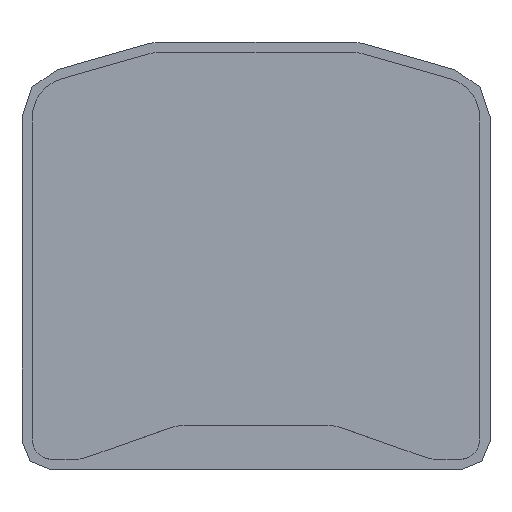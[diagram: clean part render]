
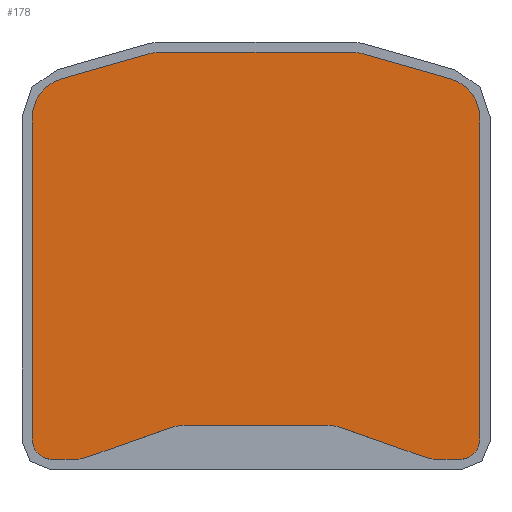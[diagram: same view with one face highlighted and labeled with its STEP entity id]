
A CAD part, top view. The second image highlights one B-rep face of the part: STEP entity #178.
In plain terms, the highlighted planar face has unit normal (0, 0, 1).
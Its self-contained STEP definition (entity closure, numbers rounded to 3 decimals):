
#1=CARTESIAN_POINT('POINT1',(-762.,-762.,0.));
#2=VERTEX_POINT('VERTEX1',#1);
#3=CARTESIAN_POINT('POINT2',(-680.426,-762.,0.)
   );
#4=VERTEX_POINT('VERTEX2',#3);
#5=CARTESIAN_POINT('POS1',(-741.607,-762.,0.));
#6=DIRECTION('DIR1',(-1.,0.,0.));
#7=VECTOR('VEC1',#6,1.);
#8=LINE('STRAIGHT1',#5,#7);
#9=EDGE_CURVE('EDGE1',#2,#4,#8,.F.);
#10=ORIENTED_EDGE('COEDGE1',*,*,#9,.T.);
#11=CARTESIAN_POINT('POINT3',(-629.571,
   -753.265,0.));
#12=VERTEX_POINT('VERTEX3',#11);
#13=CARTESIAN_POINT('POS2',(-680.426,-609.6,0.)
   );
#14=DIRECTION('DIR2',(0.,0.,-1.));
#15=DIRECTION('DIR3',(-1.,0.,0.));
#16=AXIS2_PLACEMENT_3D('AXIS1',#13,#14,#15);
#17=CIRCLE('ELLIPSE1',#16,152.4);
#18=EDGE_CURVE('EDGE2',#4,#12,#17,.F.);
#19=ORIENTED_EDGE('COEDGE2',*,*,#18,.T.);
#20=CARTESIAN_POINT('POINT4',(-320.151,
   -643.735,0.));
#21=VERTEX_POINT('VERTEX4',#20);
#22=CARTESIAN_POINT('POS3',(-600.447,
   -742.955,0.));
#23=DIRECTION('DIR4',(0.943,0.334,
   0.));
#24=VECTOR('VEC2',#23,1.);
#25=LINE('STRAIGHT2',#22,#24);
#26=EDGE_CURVE('EDGE3',#12,#21,#25,.T.);
#27=ORIENTED_EDGE('COEDGE3',*,*,#26,.T.);
#28=CARTESIAN_POINT('POINT5',(-269.296,-635.,0.
   ));
#29=VERTEX_POINT('VERTEX5',#28);
#30=CARTESIAN_POINT('POS4',(-269.296,-787.4,0.)
   );
#31=DIRECTION('DIR5',(0.,0.,-1.));
#32=DIRECTION('DIR6',(-1.,0.,0.));
#33=AXIS2_PLACEMENT_3D('AXIS2',#30,#31,#32);
#34=CIRCLE('ELLIPSE2',#33,152.4);
#35=EDGE_CURVE('EDGE4',#29,#21,#34,.F.);
#36=ORIENTED_EDGE('COEDGE4',*,*,#35,.F.);
#37=CARTESIAN_POINT('POINT6',(269.296,-635.,0.)
   );
#38=VERTEX_POINT('VERTEX6',#37);
#39=CARTESIAN_POINT('POS5',(-313.676,-635.,0.))
   ;
#40=DIRECTION('DIR7',(-1.,0.,0.));
#41=VECTOR('VEC3',#40,1.);
#42=LINE('STRAIGHT3',#39,#41);
#43=EDGE_CURVE('EDGE5',#29,#38,#42,.F.);
#44=ORIENTED_EDGE('COEDGE5',*,*,#43,.T.);
#45=CARTESIAN_POINT('POINT7',(320.151,
   -643.735,0.));
#46=VERTEX_POINT('VERTEX7',#45);
#47=CARTESIAN_POINT('POS6',(269.296,-787.4,0.))
   ;
#48=DIRECTION('DIR8',(0.,0.,-1.));
#49=DIRECTION('DIR9',(-1.,0.,0.));
#50=AXIS2_PLACEMENT_3D('AXIS3',#47,#48,#49);
#51=CIRCLE('ELLIPSE3',#50,152.4);
#52=EDGE_CURVE('EDGE6',#38,#46,#51,.T.);
#53=ORIENTED_EDGE('COEDGE6',*,*,#52,.T.);
#54=CARTESIAN_POINT('POINT8',(629.571,
   -753.265,0.));
#55=VERTEX_POINT('VERTEX8',#54);
#56=CARTESIAN_POINT('POS7',(-76.704,
   -503.256,0.));
#57=DIRECTION('DIR10',(-0.943,0.334,
   0.));
#58=VECTOR('VEC4',#57,1.);
#59=LINE('STRAIGHT4',#56,#58);
#60=EDGE_CURVE('EDGE7',#55,#46,#59,.T.);
#61=ORIENTED_EDGE('COEDGE7',*,*,#60,.F.);
#62=CARTESIAN_POINT('POINT9',(680.426,-762.,0.)
   );
#63=VERTEX_POINT('VERTEX9',#62);
#64=CARTESIAN_POINT('POS8',(680.426,-609.6,0.))
   ;
#65=DIRECTION('DIR11',(0.,0.,-1.));
#66=DIRECTION('DIR12',(-1.,0.,0.));
#67=AXIS2_PLACEMENT_3D('AXIS4',#64,#65,#66);
#68=CIRCLE('ELLIPSE4',#67,152.4);
#69=EDGE_CURVE('EDGE8',#63,#55,#68,.T.);
#70=ORIENTED_EDGE('COEDGE8',*,*,#69,.F.);
#71=CARTESIAN_POINT('POINT10',(762.,-762.,0.));
#72=VERTEX_POINT('VERTEX10',#71);
#73=CARTESIAN_POINT('POS9',(-20.393,-762.,0.))
   ;
#74=DIRECTION('DIR13',(-1.,0.,0.));
#75=VECTOR('VEC5',#74,1.);
#76=LINE('STRAIGHT5',#73,#75);
#77=EDGE_CURVE('EDGE9',#72,#63,#76,.T.);
#78=ORIENTED_EDGE('COEDGE9',*,*,#77,.F.);
#79=CARTESIAN_POINT('POINT11',(838.2,-685.8,0.));
#80=VERTEX_POINT('VERTEX11',#79);
#81=CARTESIAN_POINT('POS10',(762.,-685.8,0.));
#82=DIRECTION('DIR14',(0.,0.,-1.));
#83=DIRECTION('DIR15',(-1.,0.,0.));
#84=AXIS2_PLACEMENT_3D('AXIS5',#81,#82,#83);
#85=CIRCLE('ELLIPSE5',#84,76.2);
#86=EDGE_CURVE('EDGE10',#80,#72,#85,.T.);
#87=ORIENTED_EDGE('COEDGE10',*,*,#86,.F.);
#88=CARTESIAN_POINT('POINT12',(838.2,516.092,0.
   ));
#89=VERTEX_POINT('VERTEX12',#88);
#90=CARTESIAN_POINT('POS11',(838.2,-385.327,0.)
   );
#91=DIRECTION('DIR16',(0.,1.,0.));
#92=VECTOR('VEC6',#91,1.);
#93=LINE('STRAIGHT6',#90,#92);
#94=EDGE_CURVE('EDGE11',#80,#89,#93,.T.);
#95=ORIENTED_EDGE('COEDGE11',*,*,#94,.T.);
#96=CARTESIAN_POINT('POINT13',(727.803,
   662.589,0.));
#97=VERTEX_POINT('VERTEX13',#96);
#98=CARTESIAN_POINT('POS12',(685.8,516.092,0.))
   ;
#99=DIRECTION('DIR17',(0.,0.,-1.));
#100=DIRECTION('DIR18',(-1.,0.,0.));
#101=AXIS2_PLACEMENT_3D('AXIS6',#98,#99,#100);
#102=CIRCLE('ELLIPSE6',#101,152.4);
#103=EDGE_CURVE('EDGE12',#97,#89,#102,.T.);
#104=ORIENTED_EDGE('COEDGE12',*,*,#103,.F.);
#105=CARTESIAN_POINT('POINT14',(401.664,
   756.098,0.));
#106=VERTEX_POINT('VERTEX14',#105);
#107=CARTESIAN_POINT('POS13',(136.567,
   832.104,0.));
#108=DIRECTION('DIR19',(-0.961,0.276,
   0.));
#109=VECTOR('VEC7',#108,1.);
#110=LINE('STRAIGHT7',#107,#109);
#111=EDGE_CURVE('EDGE13',#97,#106,#110,.T.);
#112=ORIENTED_EDGE('COEDGE13',*,*,#111,.T.);
#113=CARTESIAN_POINT('POINT15',(359.662,762.,0.
   ));
#114=VERTEX_POINT('VERTEX15',#113);
#115=CARTESIAN_POINT('POS14',(359.662,609.6,0.)
   );
#116=DIRECTION('DIR20',(0.,0.,-1.));
#117=DIRECTION('DIR21',(-1.,0.,0.));
#118=AXIS2_PLACEMENT_3D('AXIS7',#115,#116,#117);
#119=CIRCLE('ELLIPSE7',#118,152.4);
#120=EDGE_CURVE('EDGE14',#114,#106,#119,.T.);
#121=ORIENTED_EDGE('COEDGE14',*,*,#120,.F.);
#122=CARTESIAN_POINT('POINT16',(-359.662,762.,
   0.));
#123=VERTEX_POINT('VERTEX16',#122);
#124=CARTESIAN_POINT('POS15',(-470.915,762.,0.)
   );
#125=DIRECTION('DIR22',(1.,0.,0.));
#126=VECTOR('VEC8',#125,1.);
#127=LINE('STRAIGHT8',#124,#126);
#128=EDGE_CURVE('EDGE15',#114,#123,#127,.F.);
#129=ORIENTED_EDGE('COEDGE15',*,*,#128,.T.);
#130=CARTESIAN_POINT('POINT17',(-401.664,
   756.098,0.));
#131=VERTEX_POINT('VERTEX17',#130);
#132=CARTESIAN_POINT('POS16',(-359.662,609.6,0.
   ));
#133=DIRECTION('DIR23',(0.,0.,-1.));
#134=DIRECTION('DIR24',(-1.,0.,0.));
#135=AXIS2_PLACEMENT_3D('AXIS8',#132,#133,#134);
#136=CIRCLE('ELLIPSE8',#135,152.4);
#137=EDGE_CURVE('EDGE16',#123,#131,#136,.F.);
#138=ORIENTED_EDGE('COEDGE16',*,*,#137,.T.);
#139=CARTESIAN_POINT('POINT18',(-727.803,
   662.589,0.));
#140=VERTEX_POINT('VERTEX18',#139);
#141=CARTESIAN_POINT('POS17',(-840.685,
   630.224,0.));
#142=DIRECTION('DIR25',(0.961,0.276,
   0.));
#143=VECTOR('VEC9',#142,1.);
#144=LINE('STRAIGHT9',#141,#143);
#145=EDGE_CURVE('EDGE17',#140,#131,#144,.T.);
#146=ORIENTED_EDGE('COEDGE17',*,*,#145,.F.);
#147=CARTESIAN_POINT('POINT19',(-838.2,516.092,
   0.));
#148=VERTEX_POINT('VERTEX19',#147);
#149=CARTESIAN_POINT('POS18',(-685.8,516.092,0.
   ));
#150=DIRECTION('DIR26',(0.,0.,-1.));
#151=DIRECTION('DIR27',(-1.,0.,0.));
#152=AXIS2_PLACEMENT_3D('AXIS9',#149,#150,#151);
#153=CIRCLE('ELLIPSE9',#152,152.4);
#154=EDGE_CURVE('EDGE18',#140,#148,#153,.F.);
#155=ORIENTED_EDGE('COEDGE18',*,*,#154,.T.);
#156=CARTESIAN_POINT('POINT20',(-838.2,-685.8,0.));
#157=VERTEX_POINT('VERTEX20',#156);
#158=CARTESIAN_POINT('POS19',(-838.2,-385.327,
   0.));
#159=DIRECTION('DIR28',(0.,1.,0.));
#160=VECTOR('VEC10',#159,1.);
#161=LINE('STRAIGHT10',#158,#160);
#162=EDGE_CURVE('EDGE19',#157,#148,#161,.T.);
#163=ORIENTED_EDGE('COEDGE19',*,*,#162,.F.);
#164=CARTESIAN_POINT('POS20',(-762.,-685.8,0.));
#165=DIRECTION('DIR29',(0.,0.,-1.));
#166=DIRECTION('DIR30',(-1.,0.,0.));
#167=AXIS2_PLACEMENT_3D('AXIS10',#164,#165,#166);
#168=CIRCLE('ELLIPSE10',#167,76.2);
#169=EDGE_CURVE('EDGE20',#157,#2,#168,.F.);
#170=ORIENTED_EDGE('COEDGE20',*,*,#169,.T.);
#171=EDGE_LOOP('NONE',(#10,#19,#27,#36,#44,#53,#61,#70,#78,#87,#95,#104,
   #112,#121,#129,#138,#146,#155,#163,#170));
#172=FACE_BOUND('LOOP1',#171,.T.);
#173=CARTESIAN_POINT('POS21',(-762.,-685.8,0.));
#174=DIRECTION('DIR31',(0.,0.,1.));
#175=DIRECTION('DIR32',(1.,0.,0.));
#176=AXIS2_PLACEMENT_3D('AXIS11',#173,#174,#175);
#177=PLANE('PLANE1',#176);
#178=ADVANCED_FACE('FACE1',(#172),#177,.T.);
